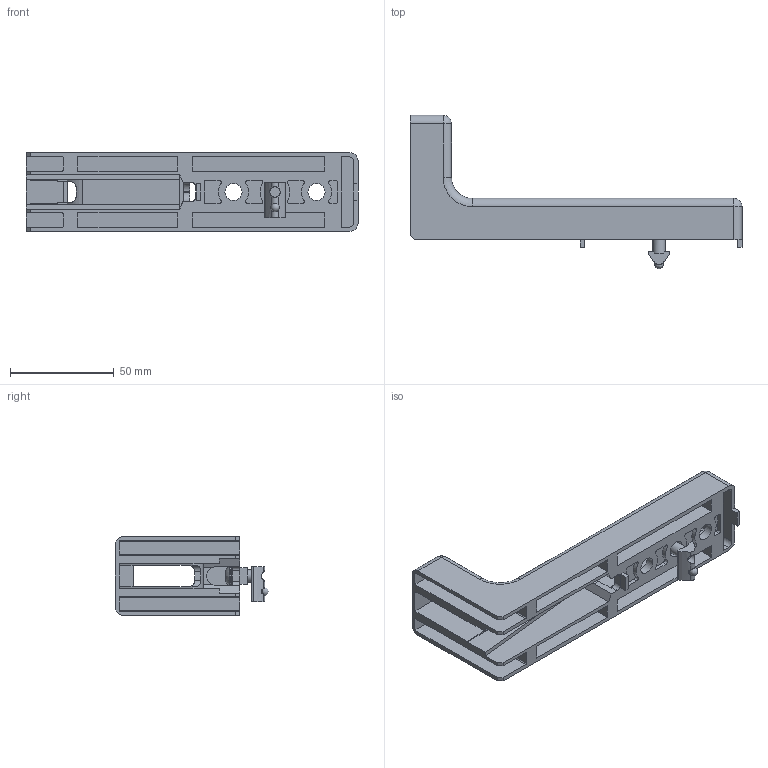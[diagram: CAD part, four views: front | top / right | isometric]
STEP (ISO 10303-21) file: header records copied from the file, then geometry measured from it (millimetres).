
FILE_DESCRIPTION( ( 'STEP AP203' ), '1' );
FILE_NAME( '093B1601N08SS05.stp', '2020-11-09T13:10:12', ( 'License CC BY-ND 4.0' ), ( 'CADENAS' ), ' ', 'PARTsolutions', ' ' );
FILE_SCHEMA( ( 'CONFIG_CONTROL_DESIGN' ) );
Length unit declared in the file: millimetre
Products named in the file (3): 093B1601N08SS05; _093B1601N08SS05p1; _093B1601N08SS05p2
Assembly tree (2 placements, depth 2):
  093B1601N08SS05
    _093B1601N08SS05p1
    _093B1601N08SS05p2
Bounding box: 160 x 73.83 x 38 mm (x, y, z)
Volume: 55620.8 mm3; surface area: 46031.4 mm2
Topology: 2 solids, 2 shells, 201 faces, 548 edges, 355 vertices
Faces by surface type: plane 125, cylinder 65, sphere 5, torus 5, bspline 1
Full cylindrical faces by diameter (mm): 4.05 x1, 5 x1, 6 x1, 8.22 x3, 13 x1
Entity records: 6505 total; most frequent: CARTESIAN_POINT 1299, DIRECTION 1062, ORIENTED_EDGE 1050, EDGE_CURVE 525, LINE 370, VECTOR 370, VERTEX_POINT 351, AXIS2_PLACEMENT_3D 346
